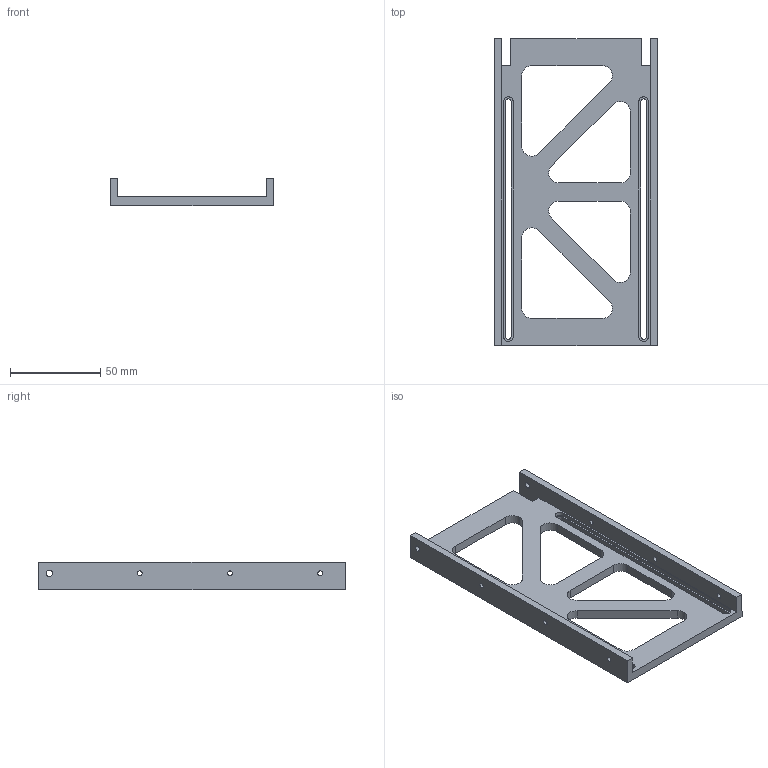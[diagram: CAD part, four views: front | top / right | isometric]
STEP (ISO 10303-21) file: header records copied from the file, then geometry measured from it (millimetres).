
FILE_DESCRIPTION (( 'STEP AP203' ), '1' );
FILE_NAME ('electronics truss-bottom_bracket.STEP', '2018-02-28T04:45:15', ( '' ), ( '' ), 'SwSTEP 2.0', 'SolidWorks 2017', '' );
FILE_SCHEMA (( 'CONFIG_CONTROL_DESIGN' ));
Length unit declared in the file: millimetre
Products named in the file (1): electronics truss-bottom_bracket
Bounding box: 90 x 170 x 15 mm (x, y, z)
Volume: 54531.1 mm3; surface area: 32905.9 mm2
Topology: 1 solids, 1 shells, 76 faces, 216 edges, 144 vertices
Faces by surface type: cylinder 38, plane 38
Entity records: 2629 total; most frequent: DIRECTION 446, CARTESIAN_POINT 437, ORIENTED_EDGE 432, EDGE_CURVE 216, AXIS2_PLACEMENT_3D 153, VERTEX_POINT 144, LINE 140, VECTOR 140
